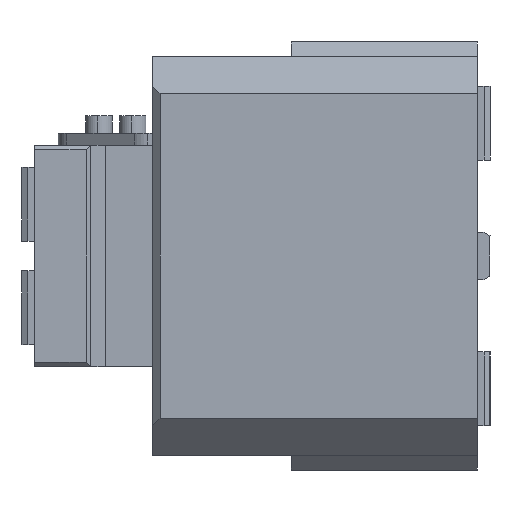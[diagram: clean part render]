
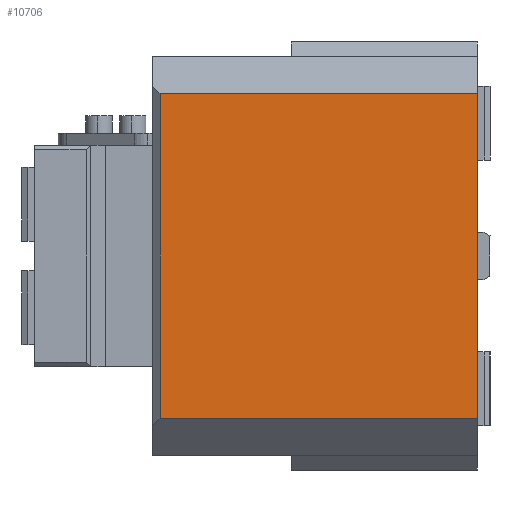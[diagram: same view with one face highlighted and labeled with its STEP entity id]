
A CAD part, left-side view. The second image highlights one B-rep face of the part: STEP entity #10706.
In plain terms, the highlighted planar face has unit normal (-1, 0, 0).
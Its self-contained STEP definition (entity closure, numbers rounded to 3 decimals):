
#9527=CARTESIAN_POINT('Vertex',(0.,0.,110.)) ;
#9530=CARTESIAN_POINT('Line Origine',(0.,0.,0.)) ;
#9534=CARTESIAN_POINT('Vertex',(0.,0.,-110.)) ;
#10667=CARTESIAN_POINT('Vertex',(0.,215.,110.)) ;
#10670=CARTESIAN_POINT('Line Origine',(0.,107.5,110.)) ;
#10683=CARTESIAN_POINT('Axis2P3D Location',(0.,0.,150.)) ;
#10688=CARTESIAN_POINT('Line Origine',(0.,215.,0.)) ;
#10692=CARTESIAN_POINT('Vertex',(0.,215.,-110.)) ;
#10695=CARTESIAN_POINT('Line Origine',(0.,107.5,-110.)) ;
#9531=DIRECTION('Vector Direction',(0.,0.,-1.)) ;
#10671=DIRECTION('Vector Direction',(0.,-1.,0.)) ;
#10684=DIRECTION('Axis2P3D Direction',(-1.,0.,0.)) ;
#10685=DIRECTION('Axis2P3D XDirection',(0.,0.,1.)) ;
#10689=DIRECTION('Vector Direction',(0.,0.,-1.)) ;
#10696=DIRECTION('Vector Direction',(0.,-1.,0.)) ;
#10686=AXIS2_PLACEMENT_3D('Plane Axis2P3D',#10683,#10684,#10685) ;
#10701=ORIENTED_EDGE('',*,*,#10694,.T.) ;
#10702=ORIENTED_EDGE('',*,*,#10699,.T.) ;
#10703=ORIENTED_EDGE('',*,*,#9536,.F.) ;
#10704=ORIENTED_EDGE('',*,*,#10674,.F.) ;
#9532=VECTOR('Line Direction',#9531,1.) ;
#10672=VECTOR('Line Direction',#10671,1.) ;
#10690=VECTOR('Line Direction',#10689,1.) ;
#10697=VECTOR('Line Direction',#10696,1.) ;
#10706=ADVANCED_FACE('CAM HOLDER',(#10705),#10687,.T.) ;
#9536=EDGE_CURVE('',#9528,#9535,#9533,.T.) ;
#10674=EDGE_CURVE('',#10668,#9528,#10673,.T.) ;
#10694=EDGE_CURVE('',#10668,#10693,#10691,.T.) ;
#10699=EDGE_CURVE('',#10693,#9535,#10698,.T.) ;
#10700=EDGE_LOOP('',(#10701,#10702,#10703,#10704)) ;
#10705=FACE_OUTER_BOUND('',#10700,.T.) ;
#9533=LINE('Line',#9530,#9532) ;
#10673=LINE('Line',#10670,#10672) ;
#10691=LINE('Line',#10688,#10690) ;
#10698=LINE('Line',#10695,#10697) ;
#10687=PLANE('Plane',#10686) ;
#9528=VERTEX_POINT('',#9527) ;
#9535=VERTEX_POINT('',#9534) ;
#10668=VERTEX_POINT('',#10667) ;
#10693=VERTEX_POINT('',#10692) ;
